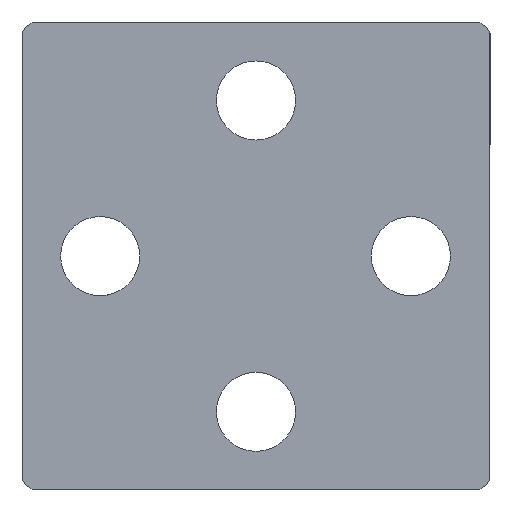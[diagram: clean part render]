
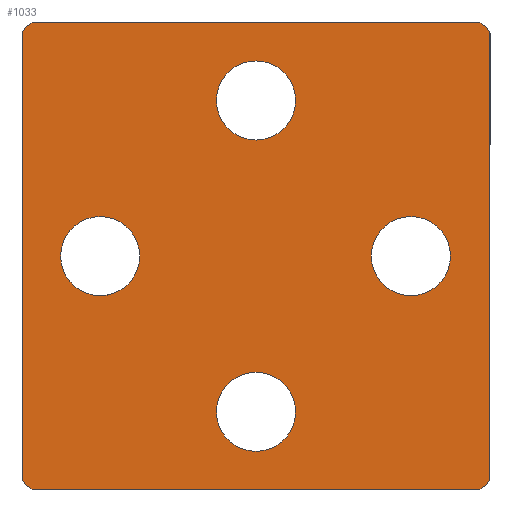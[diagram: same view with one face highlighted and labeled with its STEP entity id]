
A CAD part, front view. The second image highlights one B-rep face of the part: STEP entity #1033.
In plain terms, the highlighted planar face has unit normal (0, -1, 0).
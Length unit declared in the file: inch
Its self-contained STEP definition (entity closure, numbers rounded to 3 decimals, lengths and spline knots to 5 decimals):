
#295 = EDGE_CURVE ( 'NONE', #296, #297, #1419, .T. ) ;
#296 = VERTEX_POINT ( 'NONE', #1414 ) ;
#297 = VERTEX_POINT ( 'NONE', #1413 ) ;
#325 = EDGE_CURVE ( 'NONE', #326, #327, #1488, .T. ) ;
#326 = VERTEX_POINT ( 'NONE', #1483 ) ;
#327 = VERTEX_POINT ( 'NONE', #1482 ) ;
#361 = EDGE_CURVE ( 'NONE', #362, #363, #1556, .T. ) ;
#362 = VERTEX_POINT ( 'NONE', #1551 ) ;
#363 = VERTEX_POINT ( 'NONE', #1550 ) ;
#376 = EDGE_CURVE ( 'NONE', #377, #378, #1643, .T. ) ;
#377 = VERTEX_POINT ( 'NONE', #1650 ) ;
#378 = VERTEX_POINT ( 'NONE', #1651 ) ;
#734 = EDGE_CURVE ( 'NONE', #735, #948, #3105, .T. ) ;
#735 = VERTEX_POINT ( 'NONE', #3101 ) ;
#908 = EDGE_LOOP ( 'NONE', ( #909, #911 ) ) ;
#909 = ORIENTED_EDGE ( 'NONE', *, *, #910, .T. ) ;
#910 = EDGE_CURVE ( 'NONE', #363, #362, #2505, .T. ) ;
#911 = ORIENTED_EDGE ( 'NONE', *, *, #361, .T. ) ;
#912 = EDGE_LOOP ( 'NONE', ( #934, #935, #937, #938, #940, #941, #943, #1125 ) ) ;
#918 = EDGE_CURVE ( 'NONE', #919, #920, #2491, .T. ) ;
#919 = VERTEX_POINT ( 'NONE', #2487 ) ;
#920 = VERTEX_POINT ( 'NONE', #2486 ) ;
#925 = VERTEX_POINT ( 'NONE', #2538 ) ;
#927 = EDGE_CURVE ( 'NONE', #928, #925, #2537, .T. ) ;
#928 = VERTEX_POINT ( 'NONE', #2533 ) ;
#934 = ORIENTED_EDGE ( 'NONE', *, *, #1172, .T. ) ;
#935 = ORIENTED_EDGE ( 'NONE', *, *, #936, .T. ) ;
#936 = EDGE_CURVE ( 'NONE', #1170, #919, #2521, .T. ) ;
#937 = ORIENTED_EDGE ( 'NONE', *, *, #918, .T. ) ;
#938 = ORIENTED_EDGE ( 'NONE', *, *, #939, .T. ) ;
#939 = EDGE_CURVE ( 'NONE', #920, #735, #2517, .T. ) ;
#940 = ORIENTED_EDGE ( 'NONE', *, *, #734, .T. ) ;
#941 = ORIENTED_EDGE ( 'NONE', *, *, #942, .T. ) ;
#942 = EDGE_CURVE ( 'NONE', #948, #928, #2512, .T. ) ;
#943 = ORIENTED_EDGE ( 'NONE', *, *, #927, .T. ) ;
#948 = VERTEX_POINT ( 'NONE', #2556 ) ;
#983 = EDGE_LOOP ( 'NONE', ( #984, #1118 ) ) ;
#984 = ORIENTED_EDGE ( 'NONE', *, *, #1117, .T. ) ;
#1033 = ADVANCED_FACE ( 'NONE', ( #2717, #2716, #2715, #2714, #2713 ), #2712, .F. ) ;
#1034 = EDGE_LOOP ( 'NONE', ( #1035, #1166 ) ) ;
#1035 = ORIENTED_EDGE ( 'NONE', *, *, #1036, .T. ) ;
#1036 = EDGE_CURVE ( 'NONE', #378, #377, #2706, .T. ) ;
#1037 = EDGE_CURVE ( 'NONE', #327, #326, #2702, .T. ) ;
#1075 = ORIENTED_EDGE ( 'NONE', *, *, #1037, .T. ) ;
#1098 = EDGE_LOOP ( 'NONE', ( #1075, #1116 ) ) ;
#1116 = ORIENTED_EDGE ( 'NONE', *, *, #325, .T. ) ;
#1117 = EDGE_CURVE ( 'NONE', #297, #296, #1975, .T. ) ;
#1118 = ORIENTED_EDGE ( 'NONE', *, *, #295, .T. ) ;
#1125 = ORIENTED_EDGE ( 'NONE', *, *, #1126, .T. ) ;
#1126 = EDGE_CURVE ( 'NONE', #925, #1173, #1970, .T. ) ;
#1166 = ORIENTED_EDGE ( 'NONE', *, *, #376, .T. ) ;
#1170 = VERTEX_POINT ( 'NONE', #2083 ) ;
#1172 = EDGE_CURVE ( 'NONE', #1173, #1170, #2082, .T. ) ;
#1173 = VERTEX_POINT ( 'NONE', #2078 ) ;
#1413 = CARTESIAN_POINT ( 'NONE',  ( -0.249, -0.03, -0.31097 ) ) ;
#1414 = CARTESIAN_POINT ( 'NONE',  ( -0.249, -0.03, -0.43746 ) ) ;
#1415 = DIRECTION ( 'NONE',  ( 0., 0., 1. ) ) ;
#1416 = DIRECTION ( 'NONE',  ( 0., 1., 0. ) ) ;
#1417 = CARTESIAN_POINT ( 'NONE',  ( -0.249, -0.03, -0.37421 ) ) ;
#1418 = AXIS2_PLACEMENT_3D ( 'NONE', #1417, #1416, #1415 ) ;
#1419 = CIRCLE ( 'NONE', #1418, 0.06324 ) ;
#1482 = CARTESIAN_POINT ( 'NONE',  ( 0., -0.03, -0.18867 ) ) ;
#1483 = CARTESIAN_POINT ( 'NONE',  ( 0., -0.03, -0.06218 ) ) ;
#1484 = DIRECTION ( 'NONE',  ( 0., 0., -1. ) ) ;
#1485 = DIRECTION ( 'NONE',  ( 0., 1., 0. ) ) ;
#1486 = CARTESIAN_POINT ( 'NONE',  ( 0., -0.03, -0.12543 ) ) ;
#1487 = AXIS2_PLACEMENT_3D ( 'NONE', #1486, #1485, #1484 ) ;
#1488 = CIRCLE ( 'NONE', #1487, 0.06324 ) ;
#1550 = CARTESIAN_POINT ( 'NONE',  ( 0., -0.03, -0.55976 ) ) ;
#1551 = CARTESIAN_POINT ( 'NONE',  ( 0., -0.03, -0.68624 ) ) ;
#1552 = DIRECTION ( 'NONE',  ( 0., 0., 1. ) ) ;
#1553 = DIRECTION ( 'NONE',  ( 0., 1., 0. ) ) ;
#1554 = CARTESIAN_POINT ( 'NONE',  ( 0., -0.03, -0.623 ) ) ;
#1555 = AXIS2_PLACEMENT_3D ( 'NONE', #1554, #1553, #1552 ) ;
#1556 = CIRCLE ( 'NONE', #1555, 0.06324 ) ;
#1640 = CARTESIAN_POINT ( 'NONE',  ( 0.24757, -0.03, -0.37421 ) ) ;
#1641 = DIRECTION ( 'NONE',  ( 0., 1., 0. ) ) ;
#1642 = DIRECTION ( 'NONE',  ( 0., 0., 1. ) ) ;
#1643 = CIRCLE ( 'NONE', #1644, 0.06324 ) ;
#1644 = AXIS2_PLACEMENT_3D ( 'NONE', #1640, #1641, #1642 ) ;
#1650 = CARTESIAN_POINT ( 'NONE',  ( 0.24757, -0.03, -0.43746 ) ) ;
#1651 = CARTESIAN_POINT ( 'NONE',  ( 0.24757, -0.03, -0.31097 ) ) ;
#1967 = DIRECTION ( 'NONE',  ( 0., 0., -1. ) ) ;
#1968 = DIRECTION ( 'NONE',  ( 0., -1., 0. ) ) ;
#1969 = AXIS2_PLACEMENT_3D ( 'NONE', #1976, #1968, #1967 ) ;
#1970 = CIRCLE ( 'NONE', #1969, 0.03501 ) ;
#1971 = DIRECTION ( 'NONE',  ( 0., 0., 1. ) ) ;
#1972 = DIRECTION ( 'NONE',  ( 0., 1., 0. ) ) ;
#1973 = CARTESIAN_POINT ( 'NONE',  ( -0.249, -0.03, -0.37421 ) ) ;
#1974 = AXIS2_PLACEMENT_3D ( 'NONE', #1973, #1972, #1971 ) ;
#1975 = CIRCLE ( 'NONE', #1974, 0.06324 ) ;
#1976 = CARTESIAN_POINT ( 'NONE',  ( 0.34203, -0.03, -0.03245 ) ) ;
#2078 = CARTESIAN_POINT ( 'NONE',  ( 0.35741, -0.03, -0.001 ) ) ;
#2079 = DIRECTION ( 'NONE',  ( -1., 0., 0. ) ) ;
#2080 = VECTOR ( 'NONE', #2079, 39.37008 ) ;
#2081 = CARTESIAN_POINT ( 'NONE',  ( -0.373, -0.03, -0.001 ) ) ;
#2082 = LINE ( 'NONE', #2081, #2080 ) ;
#2083 = CARTESIAN_POINT ( 'NONE',  ( -0.35741, -0.03, -0.001 ) ) ;
#2486 = CARTESIAN_POINT ( 'NONE',  ( -0.373, -0.03, -0.73187 ) ) ;
#2487 = CARTESIAN_POINT ( 'NONE',  ( -0.373, -0.03, -0.01613 ) ) ;
#2488 = DIRECTION ( 'NONE',  ( 0., 0., -1. ) ) ;
#2489 = VECTOR ( 'NONE', #2488, 39.37008 ) ;
#2490 = CARTESIAN_POINT ( 'NONE',  ( -0.373, -0.03, -0.747 ) ) ;
#2491 = LINE ( 'NONE', #2490, #2489 ) ;
#2498 = DIRECTION ( 'NONE',  ( 0., 0., 1. ) ) ;
#2499 = DIRECTION ( 'NONE',  ( 0., 1., 0. ) ) ;
#2500 = CARTESIAN_POINT ( 'NONE',  ( 0., -0.03, -0.623 ) ) ;
#2501 = AXIS2_PLACEMENT_3D ( 'NONE', #2500, #2499, #2498 ) ;
#2505 = CIRCLE ( 'NONE', #2501, 0.06324 ) ;
#2508 = DIRECTION ( 'NONE',  ( 0., 0., 1. ) ) ;
#2509 = DIRECTION ( 'NONE',  ( 0., -1., 0. ) ) ;
#2510 = CARTESIAN_POINT ( 'NONE',  ( 0.34203, -0.03, -0.71555 ) ) ;
#2511 = AXIS2_PLACEMENT_3D ( 'NONE', #2510, #2509, #2508 ) ;
#2512 = CIRCLE ( 'NONE', #2511, 0.03501 ) ;
#2513 = DIRECTION ( 'NONE',  ( 0., 0., -1. ) ) ;
#2514 = DIRECTION ( 'NONE',  ( 0., -1., 0. ) ) ;
#2515 = CARTESIAN_POINT ( 'NONE',  ( -0.34203, -0.03, -0.71555 ) ) ;
#2516 = AXIS2_PLACEMENT_3D ( 'NONE', #2515, #2514, #2513 ) ;
#2517 = CIRCLE ( 'NONE', #2516, 0.03501 ) ;
#2518 = DIRECTION ( 'NONE',  ( 0., 0., 1. ) ) ;
#2519 = DIRECTION ( 'NONE',  ( 0., -1., 0. ) ) ;
#2520 = AXIS2_PLACEMENT_3D ( 'NONE', #2525, #2519, #2518 ) ;
#2521 = CIRCLE ( 'NONE', #2520, 0.03501 ) ;
#2525 = CARTESIAN_POINT ( 'NONE',  ( -0.34203, -0.03, -0.03245 ) ) ;
#2533 = CARTESIAN_POINT ( 'NONE',  ( 0.373, -0.03, -0.73187 ) ) ;
#2534 = DIRECTION ( 'NONE',  ( 0., 0., 1. ) ) ;
#2535 = VECTOR ( 'NONE', #2534, 39.37008 ) ;
#2536 = CARTESIAN_POINT ( 'NONE',  ( 0.373, -0.03, -0.001 ) ) ;
#2537 = LINE ( 'NONE', #2536, #2535 ) ;
#2538 = CARTESIAN_POINT ( 'NONE',  ( 0.373, -0.03, -0.01613 ) ) ;
#2556 = CARTESIAN_POINT ( 'NONE',  ( 0.35741, -0.03, -0.747 ) ) ;
#2698 = DIRECTION ( 'NONE',  ( 0., 0., -1. ) ) ;
#2699 = DIRECTION ( 'NONE',  ( 0., 1., 0. ) ) ;
#2700 = CARTESIAN_POINT ( 'NONE',  ( 0., -0.03, -0.12543 ) ) ;
#2701 = AXIS2_PLACEMENT_3D ( 'NONE', #2700, #2699, #2698 ) ;
#2702 = CIRCLE ( 'NONE', #2701, 0.06324 ) ;
#2703 = DIRECTION ( 'NONE',  ( 0., 0., 1. ) ) ;
#2704 = DIRECTION ( 'NONE',  ( 0., 1., 0. ) ) ;
#2705 = AXIS2_PLACEMENT_3D ( 'NONE', #2710, #2704, #2703 ) ;
#2706 = CIRCLE ( 'NONE', #2705, 0.06324 ) ;
#2707 = DIRECTION ( 'NONE',  ( 0., 0., 1. ) ) ;
#2708 = DIRECTION ( 'NONE',  ( 0., 1., 0. ) ) ;
#2709 = AXIS2_PLACEMENT_3D ( 'NONE', #2711, #2708, #2707 ) ;
#2710 = CARTESIAN_POINT ( 'NONE',  ( 0.24757, -0.03, -0.37421 ) ) ;
#2711 = CARTESIAN_POINT ( 'NONE',  ( -0.373, -0.03, -0.001 ) ) ;
#2712 = PLANE ( 'NONE',  #2709 ) ;
#2713 = FACE_OUTER_BOUND ( 'NONE', #912, .T. ) ;
#2714 = FACE_BOUND ( 'NONE', #908, .T. ) ;
#2715 = FACE_BOUND ( 'NONE', #1098, .T. ) ;
#2716 = FACE_BOUND ( 'NONE', #983, .T. ) ;
#2717 = FACE_BOUND ( 'NONE', #1034, .T. ) ;
#3101 = CARTESIAN_POINT ( 'NONE',  ( -0.35741, -0.03, -0.747 ) ) ;
#3102 = DIRECTION ( 'NONE',  ( 1., 0., 0. ) ) ;
#3103 = VECTOR ( 'NONE', #3102, 39.37008 ) ;
#3104 = CARTESIAN_POINT ( 'NONE',  ( 0.373, -0.03, -0.747 ) ) ;
#3105 = LINE ( 'NONE', #3104, #3103 ) ;
